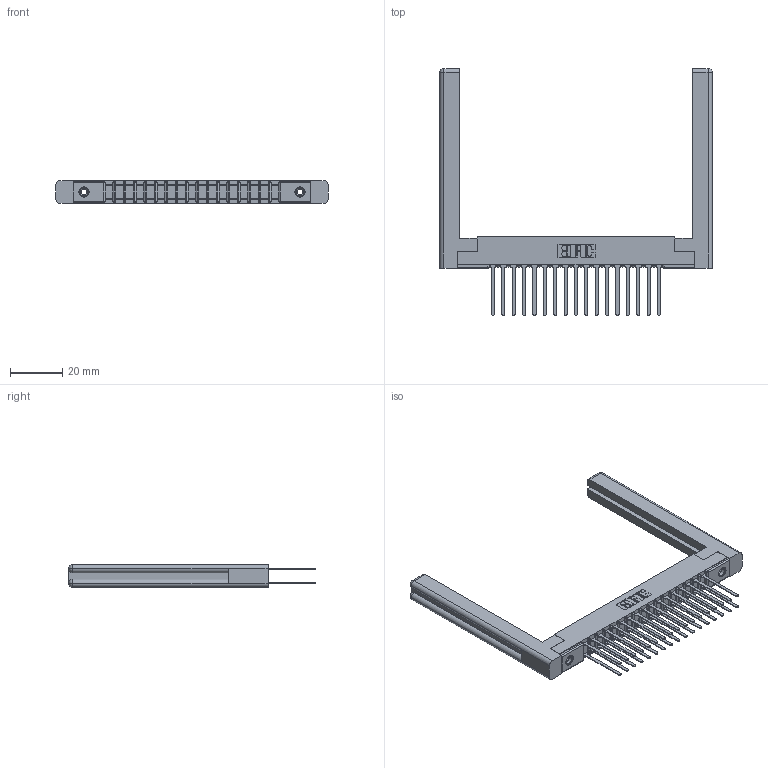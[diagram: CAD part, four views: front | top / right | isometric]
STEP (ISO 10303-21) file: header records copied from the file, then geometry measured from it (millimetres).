
FILE_DESCRIPTION (( 'STEP AP203' ), '1' );
FILE_NAME ('357-034-440-258.STEP', '2020-10-03T16:10:08', ( '' ), ( '' ), 'SwSTEP 2.0', 'SolidWorks 2020', '' );
FILE_SCHEMA (( 'CONFIG_CONTROL_DESIGN' ));
Length unit declared in the file: inch
Products named in the file (5): 307-290-001_540; 357-034-440-258; 307 Part_.156 Dia Mounting Holes; 307-220-058; 345-250-001_345-250-001-102
Assembly tree (39 placements, depth 2):
  357-034-440-258
    307 Part_.156 Dia Mounting Holes
    307-290-001_540  x34
    307-220-058  x2
    345-250-001_345-250-001-102  x2
Bounding box: 103.99 x 94.31 x 8.71 mm (x, y, z)
Volume: 14678.9 mm3; surface area: 18262.1 mm2
Topology: 39 solids, 39 shells, 1842 faces, 5097 edges, 3290 vertices
Faces by surface type: plane 1208, cylinder 574, sphere 36, torus 12, cone 12
Entity records: 20801 total; most frequent: CARTESIAN_POINT 3428, ORIENTED_EDGE 3336, DIRECTION 3326, EDGE_CURVE 1668, VECTOR 1266, LINE 1266, VERTEX_POINT 1078, AXIS2_PLACEMENT_3D 1030
